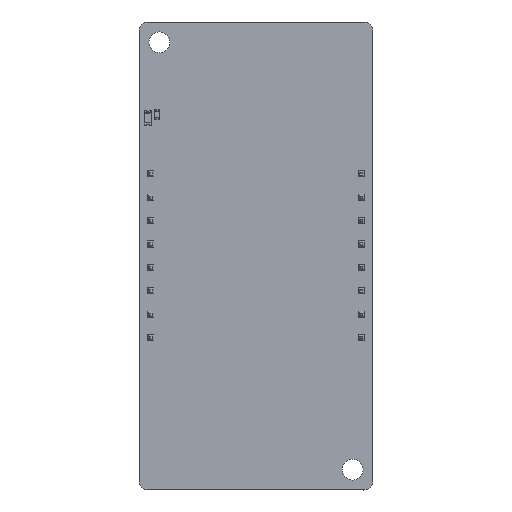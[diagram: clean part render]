
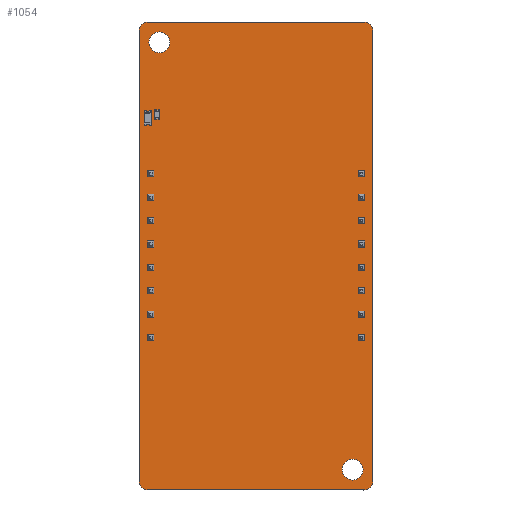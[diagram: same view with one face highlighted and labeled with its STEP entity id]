
A CAD part, top view. The second image highlights one B-rep face of the part: STEP entity #1054.
In plain terms, the highlighted planar face has unit normal (0, 0, 1).
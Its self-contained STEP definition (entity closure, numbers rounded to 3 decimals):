
#125 = VERTEX_POINT('',#126);
#126 = CARTESIAN_POINT('',(-12.7,24.4,0.));
#143 = VERTEX_POINT('',#144);
#144 = CARTESIAN_POINT('',(-12.666,24.659,0.));
#150 = EDGE_CURVE('',#125,#143,#151,.T.);
#151 = LINE('',#152,#153);
#152 = CARTESIAN_POINT('',(-12.7,24.4,0.));
#153 = VECTOR('',#154,1.);
#154 = DIRECTION('',(0.131,0.991,0.));
#174 = VERTEX_POINT('',#175);
#175 = CARTESIAN_POINT('',(-12.566,24.9,0.));
#181 = EDGE_CURVE('',#143,#174,#182,.T.);
#182 = LINE('',#183,#184);
#183 = CARTESIAN_POINT('',(-12.666,24.659,0.));
#184 = VECTOR('',#185,1.);
#185 = DIRECTION('',(0.383,0.924,0.));
#205 = VERTEX_POINT('',#206);
#206 = CARTESIAN_POINT('',(-12.407,25.107,0.));
#212 = EDGE_CURVE('',#174,#205,#213,.T.);
#213 = LINE('',#214,#215);
#214 = CARTESIAN_POINT('',(-12.566,24.9,0.));
#215 = VECTOR('',#216,1.);
#216 = DIRECTION('',(0.609,0.793,0.));
#236 = VERTEX_POINT('',#237);
#237 = CARTESIAN_POINT('',(-12.2,25.266,0.));
#243 = EDGE_CURVE('',#205,#236,#244,.T.);
#244 = LINE('',#245,#246);
#245 = CARTESIAN_POINT('',(-12.407,25.107,0.));
#246 = VECTOR('',#247,1.);
#247 = DIRECTION('',(0.793,0.609,0.));
#267 = VERTEX_POINT('',#268);
#268 = CARTESIAN_POINT('',(-11.959,25.366,0.));
#274 = EDGE_CURVE('',#236,#267,#275,.T.);
#275 = LINE('',#276,#277);
#276 = CARTESIAN_POINT('',(-12.2,25.266,0.));
#277 = VECTOR('',#278,1.);
#278 = DIRECTION('',(0.924,0.383,0.));
#298 = VERTEX_POINT('',#299);
#299 = CARTESIAN_POINT('',(-11.7,25.4,0.));
#305 = EDGE_CURVE('',#267,#298,#306,.T.);
#306 = LINE('',#307,#308);
#307 = CARTESIAN_POINT('',(-11.959,25.366,0.));
#308 = VECTOR('',#309,1.);
#309 = DIRECTION('',(0.991,0.13,0.));
#329 = VERTEX_POINT('',#330);
#330 = CARTESIAN_POINT('',(11.7,25.4,0.));
#336 = EDGE_CURVE('',#298,#329,#337,.T.);
#337 = LINE('',#338,#339);
#338 = CARTESIAN_POINT('',(-11.7,25.4,0.));
#339 = VECTOR('',#340,1.);
#340 = DIRECTION('',(1.,0.,0.));
#360 = VERTEX_POINT('',#361);
#361 = CARTESIAN_POINT('',(11.959,25.366,0.));
#367 = EDGE_CURVE('',#329,#360,#368,.T.);
#368 = LINE('',#369,#370);
#369 = CARTESIAN_POINT('',(11.7,25.4,0.));
#370 = VECTOR('',#371,1.);
#371 = DIRECTION('',(0.991,-0.131,0.));
#391 = VERTEX_POINT('',#392);
#392 = CARTESIAN_POINT('',(12.2,25.266,0.));
#398 = EDGE_CURVE('',#360,#391,#399,.T.);
#399 = LINE('',#400,#401);
#400 = CARTESIAN_POINT('',(11.959,25.366,0.));
#401 = VECTOR('',#402,1.);
#402 = DIRECTION('',(0.924,-0.383,0.));
#422 = VERTEX_POINT('',#423);
#423 = CARTESIAN_POINT('',(12.407,25.107,0.));
#429 = EDGE_CURVE('',#391,#422,#430,.T.);
#430 = LINE('',#431,#432);
#431 = CARTESIAN_POINT('',(12.2,25.266,0.));
#432 = VECTOR('',#433,1.);
#433 = DIRECTION('',(0.793,-0.609,0.));
#453 = VERTEX_POINT('',#454);
#454 = CARTESIAN_POINT('',(12.566,24.9,0.));
#460 = EDGE_CURVE('',#422,#453,#461,.T.);
#461 = LINE('',#462,#463);
#462 = CARTESIAN_POINT('',(12.407,25.107,0.));
#463 = VECTOR('',#464,1.);
#464 = DIRECTION('',(0.609,-0.793,0.));
#484 = VERTEX_POINT('',#485);
#485 = CARTESIAN_POINT('',(12.666,24.659,0.));
#491 = EDGE_CURVE('',#453,#484,#492,.T.);
#492 = LINE('',#493,#494);
#493 = CARTESIAN_POINT('',(12.566,24.9,0.));
#494 = VECTOR('',#495,1.);
#495 = DIRECTION('',(0.383,-0.924,0.));
#515 = VERTEX_POINT('',#516);
#516 = CARTESIAN_POINT('',(12.7,24.4,0.));
#522 = EDGE_CURVE('',#484,#515,#523,.T.);
#523 = LINE('',#524,#525);
#524 = CARTESIAN_POINT('',(12.666,24.659,0.));
#525 = VECTOR('',#526,1.);
#526 = DIRECTION('',(0.131,-0.991,0.));
#546 = VERTEX_POINT('',#547);
#547 = CARTESIAN_POINT('',(12.7,-24.4,0.));
#553 = EDGE_CURVE('',#515,#546,#554,.T.);
#554 = LINE('',#555,#556);
#555 = CARTESIAN_POINT('',(12.7,24.4,0.));
#556 = VECTOR('',#557,1.);
#557 = DIRECTION('',(0.,-1.,0.));
#577 = VERTEX_POINT('',#578);
#578 = CARTESIAN_POINT('',(12.666,-24.659,0.));
#584 = EDGE_CURVE('',#546,#577,#585,.T.);
#585 = LINE('',#586,#587);
#586 = CARTESIAN_POINT('',(12.7,-24.4,0.));
#587 = VECTOR('',#588,1.);
#588 = DIRECTION('',(-0.131,-0.991,0.));
#608 = VERTEX_POINT('',#609);
#609 = CARTESIAN_POINT('',(12.566,-24.9,0.));
#615 = EDGE_CURVE('',#577,#608,#616,.T.);
#616 = LINE('',#617,#618);
#617 = CARTESIAN_POINT('',(12.666,-24.659,0.));
#618 = VECTOR('',#619,1.);
#619 = DIRECTION('',(-0.383,-0.924,0.));
#639 = VERTEX_POINT('',#640);
#640 = CARTESIAN_POINT('',(12.407,-25.107,0.));
#646 = EDGE_CURVE('',#608,#639,#647,.T.);
#647 = LINE('',#648,#649);
#648 = CARTESIAN_POINT('',(12.566,-24.9,0.));
#649 = VECTOR('',#650,1.);
#650 = DIRECTION('',(-0.609,-0.793,0.));
#670 = VERTEX_POINT('',#671);
#671 = CARTESIAN_POINT('',(12.2,-25.266,0.));
#677 = EDGE_CURVE('',#639,#670,#678,.T.);
#678 = LINE('',#679,#680);
#679 = CARTESIAN_POINT('',(12.407,-25.107,0.));
#680 = VECTOR('',#681,1.);
#681 = DIRECTION('',(-0.793,-0.609,0.));
#701 = VERTEX_POINT('',#702);
#702 = CARTESIAN_POINT('',(11.959,-25.366,0.));
#708 = EDGE_CURVE('',#670,#701,#709,.T.);
#709 = LINE('',#710,#711);
#710 = CARTESIAN_POINT('',(12.2,-25.266,0.));
#711 = VECTOR('',#712,1.);
#712 = DIRECTION('',(-0.924,-0.383,0.));
#732 = VERTEX_POINT('',#733);
#733 = CARTESIAN_POINT('',(11.7,-25.4,0.));
#739 = EDGE_CURVE('',#701,#732,#740,.T.);
#740 = LINE('',#741,#742);
#741 = CARTESIAN_POINT('',(11.959,-25.366,0.));
#742 = VECTOR('',#743,1.);
#743 = DIRECTION('',(-0.991,-0.131,0.));
#763 = VERTEX_POINT('',#764);
#764 = CARTESIAN_POINT('',(-11.7,-25.4,0.));
#770 = EDGE_CURVE('',#732,#763,#771,.T.);
#771 = LINE('',#772,#773);
#772 = CARTESIAN_POINT('',(11.7,-25.4,0.));
#773 = VECTOR('',#774,1.);
#774 = DIRECTION('',(-1.,0.,0.));
#794 = VERTEX_POINT('',#795);
#795 = CARTESIAN_POINT('',(-11.959,-25.366,0.));
#801 = EDGE_CURVE('',#763,#794,#802,.T.);
#802 = LINE('',#803,#804);
#803 = CARTESIAN_POINT('',(-11.7,-25.4,0.));
#804 = VECTOR('',#805,1.);
#805 = DIRECTION('',(-0.991,0.131,0.));
#825 = VERTEX_POINT('',#826);
#826 = CARTESIAN_POINT('',(-12.2,-25.266,0.));
#832 = EDGE_CURVE('',#794,#825,#833,.T.);
#833 = LINE('',#834,#835);
#834 = CARTESIAN_POINT('',(-11.959,-25.366,0.));
#835 = VECTOR('',#836,1.);
#836 = DIRECTION('',(-0.924,0.383,0.));
#856 = VERTEX_POINT('',#857);
#857 = CARTESIAN_POINT('',(-12.407,-25.107,0.));
#863 = EDGE_CURVE('',#825,#856,#864,.T.);
#864 = LINE('',#865,#866);
#865 = CARTESIAN_POINT('',(-12.2,-25.266,0.));
#866 = VECTOR('',#867,1.);
#867 = DIRECTION('',(-0.793,0.609,0.));
#887 = VERTEX_POINT('',#888);
#888 = CARTESIAN_POINT('',(-12.566,-24.9,0.));
#894 = EDGE_CURVE('',#856,#887,#895,.T.);
#895 = LINE('',#896,#897);
#896 = CARTESIAN_POINT('',(-12.407,-25.107,0.));
#897 = VECTOR('',#898,1.);
#898 = DIRECTION('',(-0.609,0.793,0.));
#918 = VERTEX_POINT('',#919);
#919 = CARTESIAN_POINT('',(-12.666,-24.659,0.));
#925 = EDGE_CURVE('',#887,#918,#926,.T.);
#926 = LINE('',#927,#928);
#927 = CARTESIAN_POINT('',(-12.566,-24.9,0.));
#928 = VECTOR('',#929,1.);
#929 = DIRECTION('',(-0.383,0.924,0.));
#949 = VERTEX_POINT('',#950);
#950 = CARTESIAN_POINT('',(-12.7,-24.4,0.));
#956 = EDGE_CURVE('',#918,#949,#957,.T.);
#957 = LINE('',#958,#959);
#958 = CARTESIAN_POINT('',(-12.666,-24.659,0.));
#959 = VECTOR('',#960,1.);
#960 = DIRECTION('',(-0.131,0.991,0.));
#978 = EDGE_CURVE('',#949,#125,#979,.T.);
#979 = LINE('',#980,#981);
#980 = CARTESIAN_POINT('',(-12.7,-24.4,0.));
#981 = VECTOR('',#982,1.);
#982 = DIRECTION('',(0.,1.,0.));
#993 = VERTEX_POINT('',#994);
#994 = CARTESIAN_POINT('',(-9.375,23.2,0.));
#1010 = EDGE_CURVE('',#993,#993,#1011,.T.);
#1011 = CIRCLE('',#1012,1.125);
#1012 = AXIS2_PLACEMENT_3D('',#1013,#1014,#1015);
#1013 = CARTESIAN_POINT('',(-10.5,23.2,0.));
#1014 = DIRECTION('',(0.,0.,-1.));
#1015 = DIRECTION('',(1.,0.,0.));
#1026 = VERTEX_POINT('',#1027);
#1027 = CARTESIAN_POINT('',(11.625,-23.2,0.));
#1043 = EDGE_CURVE('',#1026,#1026,#1044,.T.);
#1044 = CIRCLE('',#1045,1.125);
#1045 = AXIS2_PLACEMENT_3D('',#1046,#1047,#1048);
#1046 = CARTESIAN_POINT('',(10.5,-23.2,0.));
#1047 = DIRECTION('',(0.,0.,-1.));
#1048 = DIRECTION('',(1.,0.,0.));
#1054 = ADVANCED_FACE('',(#1055,#1085,#1088),#1091,.T.);
#1055 = FACE_BOUND('',#1056,.F.);
#1056 = EDGE_LOOP('',(#1057,#1058,#1059,#1060,#1061,#1062,#1063,#1064,
    #1065,#1066,#1067,#1068,#1069,#1070,#1071,#1072,#1073,#1074,#1075,
    #1076,#1077,#1078,#1079,#1080,#1081,#1082,#1083,#1084));
#1057 = ORIENTED_EDGE('',*,*,#150,.T.);
#1058 = ORIENTED_EDGE('',*,*,#181,.T.);
#1059 = ORIENTED_EDGE('',*,*,#212,.T.);
#1060 = ORIENTED_EDGE('',*,*,#243,.T.);
#1061 = ORIENTED_EDGE('',*,*,#274,.T.);
#1062 = ORIENTED_EDGE('',*,*,#305,.T.);
#1063 = ORIENTED_EDGE('',*,*,#336,.T.);
#1064 = ORIENTED_EDGE('',*,*,#367,.T.);
#1065 = ORIENTED_EDGE('',*,*,#398,.T.);
#1066 = ORIENTED_EDGE('',*,*,#429,.T.);
#1067 = ORIENTED_EDGE('',*,*,#460,.T.);
#1068 = ORIENTED_EDGE('',*,*,#491,.T.);
#1069 = ORIENTED_EDGE('',*,*,#522,.T.);
#1070 = ORIENTED_EDGE('',*,*,#553,.T.);
#1071 = ORIENTED_EDGE('',*,*,#584,.T.);
#1072 = ORIENTED_EDGE('',*,*,#615,.T.);
#1073 = ORIENTED_EDGE('',*,*,#646,.T.);
#1074 = ORIENTED_EDGE('',*,*,#677,.T.);
#1075 = ORIENTED_EDGE('',*,*,#708,.T.);
#1076 = ORIENTED_EDGE('',*,*,#739,.T.);
#1077 = ORIENTED_EDGE('',*,*,#770,.T.);
#1078 = ORIENTED_EDGE('',*,*,#801,.T.);
#1079 = ORIENTED_EDGE('',*,*,#832,.T.);
#1080 = ORIENTED_EDGE('',*,*,#863,.T.);
#1081 = ORIENTED_EDGE('',*,*,#894,.T.);
#1082 = ORIENTED_EDGE('',*,*,#925,.T.);
#1083 = ORIENTED_EDGE('',*,*,#956,.T.);
#1084 = ORIENTED_EDGE('',*,*,#978,.T.);
#1085 = FACE_BOUND('',#1086,.F.);
#1086 = EDGE_LOOP('',(#1087));
#1087 = ORIENTED_EDGE('',*,*,#1010,.T.);
#1088 = FACE_BOUND('',#1089,.F.);
#1089 = EDGE_LOOP('',(#1090));
#1090 = ORIENTED_EDGE('',*,*,#1043,.T.);
#1091 = PLANE('',#1092);
#1092 = AXIS2_PLACEMENT_3D('',#1093,#1094,#1095);
#1093 = CARTESIAN_POINT('',(-12.7,24.4,0.));
#1094 = DIRECTION('',(0.,0.,1.));
#1095 = DIRECTION('',(1.,0.,0.));
